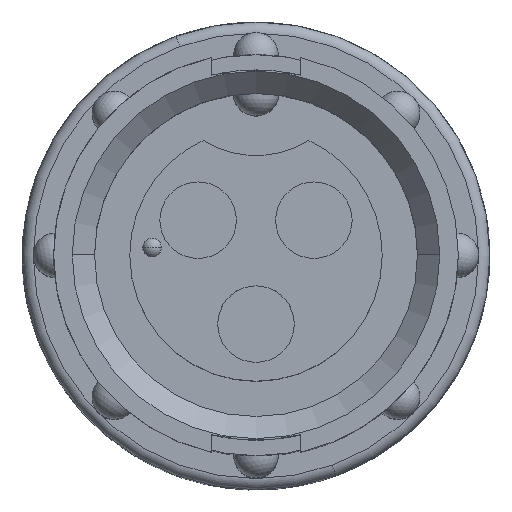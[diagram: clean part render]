
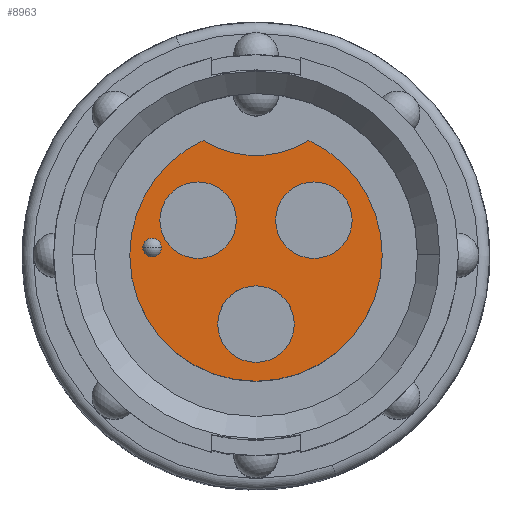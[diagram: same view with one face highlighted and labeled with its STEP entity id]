
A CAD part, top view. The second image highlights one B-rep face of the part: STEP entity #8963.
In plain terms, the highlighted planar face has unit normal (0, 0, 1).
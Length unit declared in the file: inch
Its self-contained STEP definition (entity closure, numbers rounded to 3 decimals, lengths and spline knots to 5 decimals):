
#23 = DIRECTION ( 'NONE',  ( -1., 0., 0. ) ) ;
#59 = CARTESIAN_POINT ( 'NONE',  ( 0., 0., -0.084 ) ) ;
#87 = CARTESIAN_POINT ( 'NONE',  ( 0., 0.269, -0.084 ) ) ;
#211 = DIRECTION ( 'NONE',  ( -1., 0., 0. ) ) ;
#378 = CARTESIAN_POINT ( 'NONE',  ( 0., 0., -0.084 ) ) ;
#384 = EDGE_CURVE ( 'NONE', #1945, #8651, #8484, .T. ) ;
#459 = EDGE_LOOP ( 'NONE', ( #6950, #8390 ) ) ;
#516 = AXIS2_PLACEMENT_3D ( 'NONE', #2173, #7315, #2912 ) ;
#596 = AXIS2_PLACEMENT_3D ( 'NONE', #7077, #6377, #1971 ) ;
#626 = AXIS2_PLACEMENT_3D ( 'NONE', #8834, #4471, #23 ) ;
#689 = DIRECTION ( 'NONE',  ( 0., 0., 1. ) ) ;
#748 = EDGE_LOOP ( 'NONE', ( #3837, #5585 ) ) ;
#831 = DIRECTION ( 'NONE',  ( 1., 0., 0. ) ) ;
#889 = FACE_BOUND ( 'NONE', #459, .T. ) ;
#940 = CARTESIAN_POINT ( 'NONE',  ( -0.17, 0., -0.084 ) ) ;
#1068 = CARTESIAN_POINT ( 'NONE',  ( 0.0515, -0.093, -0.084 ) ) ;
#1122 = DIRECTION ( 'NONE',  ( 1., 0., 0. ) ) ;
#1143 = CARTESIAN_POINT ( 'NONE',  ( -0.1525, 0.01, -0.084 ) ) ;
#1185 = AXIS2_PLACEMENT_3D ( 'NONE', #9011, #4657, #211 ) ;
#1217 = DIRECTION ( 'NONE',  ( 0., 0., 1. ) ) ;
#1243 = CARTESIAN_POINT ( 'NONE',  ( 0., 0., -0.084 ) ) ;
#1422 = VERTEX_POINT ( 'NONE', #1068 ) ;
#1462 = CARTESIAN_POINT ( 'NONE',  ( -0.1295, 0.047, -0.084 ) ) ;
#1532 = EDGE_CURVE ( 'NONE', #4659, #1422, #1919, .T. ) ;
#1707 = CARTESIAN_POINT ( 'NONE',  ( 0.0265, 0.047, -0.084 ) ) ;
#1728 = EDGE_CURVE ( 'NONE', #7430, #6256, #4946, .T. ) ;
#1784 = CIRCLE ( 'NONE', #8037, 0.0515 ) ;
#1892 = CIRCLE ( 'NONE', #8899, 0.17 ) ;
#1902 = CIRCLE ( 'NONE', #6809, 0.0125 ) ;
#1903 = CARTESIAN_POINT ( 'NONE',  ( 0.078, 0.047, -0.084 ) ) ;
#1914 = AXIS2_PLACEMENT_3D ( 'NONE', #87, #5253, #831 ) ;
#1919 = CIRCLE ( 'NONE', #4287, 0.0515 ) ;
#1945 = VERTEX_POINT ( 'NONE', #9076 ) ;
#1971 = DIRECTION ( 'NONE',  ( -1., 0., 0. ) ) ;
#1977 = DIRECTION ( 'NONE',  ( 1., 0., 0. ) ) ;
#2173 = CARTESIAN_POINT ( 'NONE',  ( -0.14, 0.01, -0.084 ) ) ;
#2228 = EDGE_CURVE ( 'NONE', #1945, #9230, #9392, .T. ) ;
#2446 = AXIS2_PLACEMENT_3D ( 'NONE', #378, #5548, #1122 ) ;
#2466 = ORIENTED_EDGE ( 'NONE', *, *, #6681, .F. ) ;
#2477 = VERTEX_POINT ( 'NONE', #4791 ) ;
#2593 = CARTESIAN_POINT ( 'NONE',  ( -0.14, 0.01, -0.084 ) ) ;
#2637 = DIRECTION ( 'NONE',  ( -1., 0., 0. ) ) ;
#2664 = ORIENTED_EDGE ( 'NONE', *, *, #4557, .T. ) ;
#2799 = EDGE_CURVE ( 'NONE', #1422, #4659, #8577, .T. ) ;
#2833 = FACE_OUTER_BOUND ( 'NONE', #6617, .T. ) ;
#2899 = CARTESIAN_POINT ( 'NONE',  ( 0.17, 0., -0.084 ) ) ;
#2912 = DIRECTION ( 'NONE',  ( -1., 0., 0. ) ) ;
#3088 = DIRECTION ( 'NONE',  ( 0., 0., 1. ) ) ;
#3123 = VERTEX_POINT ( 'NONE', #1707 ) ;
#3189 = CARTESIAN_POINT ( 'NONE',  ( -0.0265, 0.047, -0.084 ) ) ;
#3354 = DIRECTION ( 'NONE',  ( -1., 0., 0. ) ) ;
#3607 = EDGE_CURVE ( 'NONE', #8145, #3664, #1902, .T. ) ;
#3664 = VERTEX_POINT ( 'NONE', #1143 ) ;
#3837 = ORIENTED_EDGE ( 'NONE', *, *, #7292, .F. ) ;
#4287 = AXIS2_PLACEMENT_3D ( 'NONE', #5638, #1217, #6353 ) ;
#4471 = DIRECTION ( 'NONE',  ( 0., 0., 1. ) ) ;
#4557 = EDGE_CURVE ( 'NONE', #9107, #9230, #1892, .T. ) ;
#4558 = DIRECTION ( 'NONE',  ( 1., 0., 0. ) ) ;
#4609 = FACE_BOUND ( 'NONE', #5045, .T. ) ;
#4641 = ORIENTED_EDGE ( 'NONE', *, *, #2228, .F. ) ;
#4657 = DIRECTION ( 'NONE',  ( 0., 0., 1. ) ) ;
#4659 = VERTEX_POINT ( 'NONE', #5765 ) ;
#4791 = CARTESIAN_POINT ( 'NONE',  ( 0.1295, 0.047, -0.084 ) ) ;
#4824 = CARTESIAN_POINT ( 'NONE',  ( 0.07126, 0.15434, -0.084 ) ) ;
#4944 = CIRCLE ( 'NONE', #7457, 0.0515 ) ;
#4946 = CIRCLE ( 'NONE', #626, 0.0515 ) ;
#5045 = EDGE_LOOP ( 'NONE', ( #8942, #6152 ) ) ;
#5116 = CARTESIAN_POINT ( 'NONE',  ( 0., -0.093, -0.084 ) ) ;
#5121 = EDGE_CURVE ( 'NONE', #2477, #3123, #1784, .T. ) ;
#5253 = DIRECTION ( 'NONE',  ( 0., 0., 1. ) ) ;
#5280 = DIRECTION ( 'NONE',  ( 0., 0., 1. ) ) ;
#5548 = DIRECTION ( 'NONE',  ( 0., 0., 1. ) ) ;
#5585 = ORIENTED_EDGE ( 'NONE', *, *, #5121, .F. ) ;
#5594 = ORIENTED_EDGE ( 'NONE', *, *, #8216, .T. ) ;
#5638 = CARTESIAN_POINT ( 'NONE',  ( 0., -0.093, -0.084 ) ) ;
#5660 = ORIENTED_EDGE ( 'NONE', *, *, #384, .T. ) ;
#5765 = CARTESIAN_POINT ( 'NONE',  ( -0.0515, -0.093, -0.084 ) ) ;
#5839 = DIRECTION ( 'NONE',  ( -1., 0., 0. ) ) ;
#6152 = ORIENTED_EDGE ( 'NONE', *, *, #3607, .F. ) ;
#6176 = AXIS2_PLACEMENT_3D ( 'NONE', #5116, #689, #5839 ) ;
#6256 = VERTEX_POINT ( 'NONE', #1462 ) ;
#6353 = DIRECTION ( 'NONE',  ( -1., 0., 0. ) ) ;
#6377 = DIRECTION ( 'NONE',  ( 0., 0., -1. ) ) ;
#6382 = DIRECTION ( 'NONE',  ( 0., 0., 1. ) ) ;
#6522 = FACE_BOUND ( 'NONE', #8445, .T. ) ;
#6617 = EDGE_LOOP ( 'NONE', ( #5660, #5594, #2664, #4641 ) ) ;
#6681 = EDGE_CURVE ( 'NONE', #6256, #7430, #9395, .T. ) ;
#6809 = AXIS2_PLACEMENT_3D ( 'NONE', #2593, #7736, #3354 ) ;
#6950 = ORIENTED_EDGE ( 'NONE', *, *, #1532, .F. ) ;
#6984 = CARTESIAN_POINT ( 'NONE',  ( -0.1275, 0.01, -0.084 ) ) ;
#7031 = DIRECTION ( 'NONE',  ( 0., 0., 1. ) ) ;
#7077 = CARTESIAN_POINT ( 'NONE',  ( 0., 0., -0.084 ) ) ;
#7093 = EDGE_CURVE ( 'NONE', #3664, #8145, #9526, .T. ) ;
#7292 = EDGE_CURVE ( 'NONE', #3123, #2477, #4944, .T. ) ;
#7315 = DIRECTION ( 'NONE',  ( 0., 0., 1. ) ) ;
#7430 = VERTEX_POINT ( 'NONE', #3189 ) ;
#7457 = AXIS2_PLACEMENT_3D ( 'NONE', #7483, #3088, #8206 ) ;
#7483 = CARTESIAN_POINT ( 'NONE',  ( 0.078, 0.047, -0.084 ) ) ;
#7736 = DIRECTION ( 'NONE',  ( 0., 0., 1. ) ) ;
#7744 = ORIENTED_EDGE ( 'NONE', *, *, #1728, .F. ) ;
#8037 = AXIS2_PLACEMENT_3D ( 'NONE', #1903, #7031, #2637 ) ;
#8145 = VERTEX_POINT ( 'NONE', #6984 ) ;
#8206 = DIRECTION ( 'NONE',  ( -1., 0., 0. ) ) ;
#8216 = EDGE_CURVE ( 'NONE', #8651, #9107, #9259, .T. ) ;
#8270 = AXIS2_PLACEMENT_3D ( 'NONE', #59, #5280, #4558 ) ;
#8390 = ORIENTED_EDGE ( 'NONE', *, *, #2799, .F. ) ;
#8445 = EDGE_LOOP ( 'NONE', ( #2466, #7744 ) ) ;
#8454 = FACE_BOUND ( 'NONE', #748, .T. ) ;
#8484 = CIRCLE ( 'NONE', #8270, 0.17 ) ;
#8558 = PLANE ( 'NONE',  #596 ) ;
#8577 = CIRCLE ( 'NONE', #6176, 0.0515 ) ;
#8651 = VERTEX_POINT ( 'NONE', #940 ) ;
#8834 = CARTESIAN_POINT ( 'NONE',  ( -0.078, 0.047, -0.084 ) ) ;
#8899 = AXIS2_PLACEMENT_3D ( 'NONE', #1243, #6382, #1977 ) ;
#8942 = ORIENTED_EDGE ( 'NONE', *, *, #7093, .F. ) ;
#8963 = ADVANCED_FACE ( 'NONE', ( #2833, #6522, #8454, #889, #4609 ), #8558, .F. ) ;
#9011 = CARTESIAN_POINT ( 'NONE',  ( -0.078, 0.047, -0.084 ) ) ;
#9076 = CARTESIAN_POINT ( 'NONE',  ( -0.07126, 0.15434, -0.084 ) ) ;
#9107 = VERTEX_POINT ( 'NONE', #2899 ) ;
#9230 = VERTEX_POINT ( 'NONE', #4824 ) ;
#9259 = CIRCLE ( 'NONE', #2446, 0.17 ) ;
#9392 = CIRCLE ( 'NONE', #1914, 0.135 ) ;
#9395 = CIRCLE ( 'NONE', #1185, 0.0515 ) ;
#9526 = CIRCLE ( 'NONE', #516, 0.0125 ) ;
